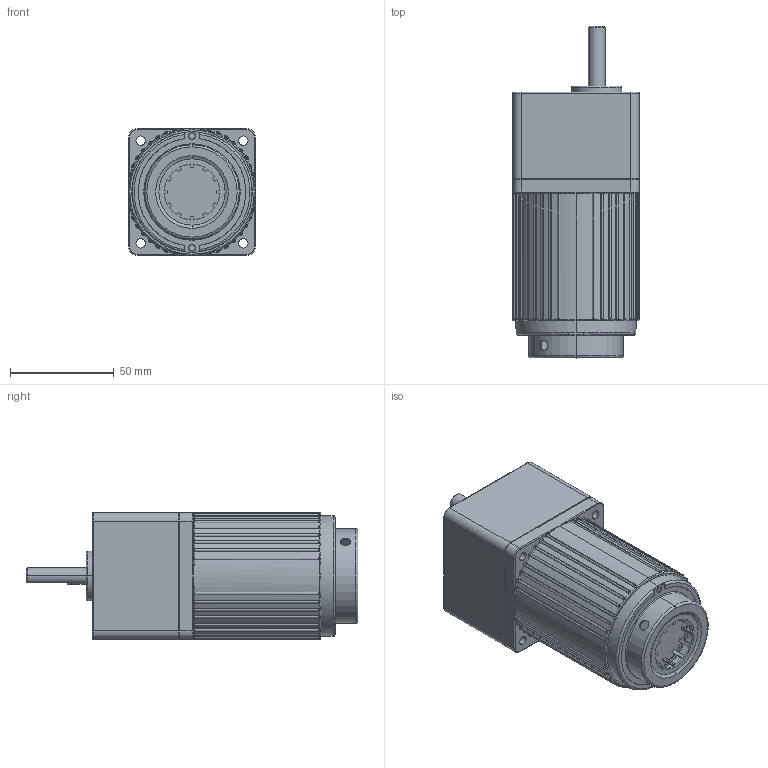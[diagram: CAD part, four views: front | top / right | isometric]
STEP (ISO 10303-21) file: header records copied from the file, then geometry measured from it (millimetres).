
FILE_DESCRIPTION (( 'STEP AP203' ), '1' );
FILE_NAME ('2IK6R+2GN18-250K.STEP', '2020-01-07T03:13:57', ( 'Sky123.Org' ), ( 'Sky123.Org' ), 'SwSTEP 2.0', 'SolidWorks 2014', '' );
FILE_SCHEMA (( 'CONFIG_CONTROL_DESIGN' ));
Length unit declared in the file: millimetre
Products named in the file (4): 2IK6A; 测速线圈外壳6W专用; 2GN18-250K; 2IK6R+2GN18-250K
Assembly tree (3 placements, depth 2):
  2IK6R+2GN18-250K
    2IK6A
    测速线圈外壳6W专用
    2GN18-250K
Bounding box: 61 x 160 x 61 mm (x, y, z)
Volume: 375324.9 mm3; surface area: 52521.8 mm2
Topology: 3 solids, 3 shells, 558 faces, 1392 edges, 833 vertices
Faces by surface type: cylinder 195, torus 169, plane 120, bspline 51, cone 21, sphere 2
Entity records: 18550 total; most frequent: CARTESIAN_POINT 4977, DIRECTION 2927, ORIENTED_EDGE 2748, EDGE_CURVE 1374, AXIS2_PLACEMENT_3D 1267, VERTEX_POINT 833, CIRCLE 754, EDGE_LOOP 593
